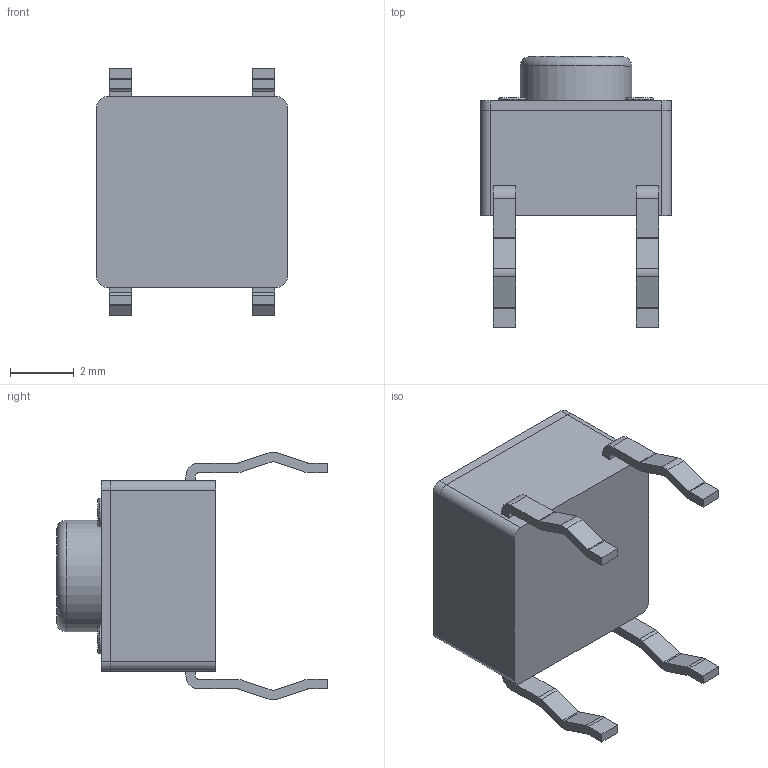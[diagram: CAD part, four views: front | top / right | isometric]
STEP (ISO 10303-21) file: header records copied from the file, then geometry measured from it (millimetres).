
FILE_DESCRIPTION(/* description */ (''),/* implementation_level */ '2;1');
FILE_NAME(/* name */ 'TH Pushbutton.step',/* time_stamp */ '2020-08-17T19:30:23+02:00',/* author */ (''),/* organization */ (''),/* preprocessor_version */ 'ST-DEVELOPER v18.1',/* originating_system */ 'Autodesk Translation Framework v9.3.0.1241',/* authorisation */ '');
FILE_SCHEMA (('AUTOMOTIVE_DESIGN { 1 0 10303 214 3 1 1 }'));
Length unit declared in the file: millimetre
Products named in the file (1): (Unsaved)
Bounding box: 5.99 x 8.52 x 7.8 mm (x, y, z)
Volume: 146.8 mm3; surface area: 306.9 mm2
Topology: 11 solids, 11 shells, 128 faces, 317 edges, 211 vertices
Faces by surface type: plane 78, cylinder 45, torus 5
Full cylindrical faces by diameter (mm): 0.9 x4, 3.51 x1
Entity records: 3861 total; most frequent: DIRECTION 679, CARTESIAN_POINT 657, ORIENTED_EDGE 634, EDGE_CURVE 317, AXIS2_PLACEMENT_3D 233, LINE 213, VECTOR 213, VERTEX_POINT 211
